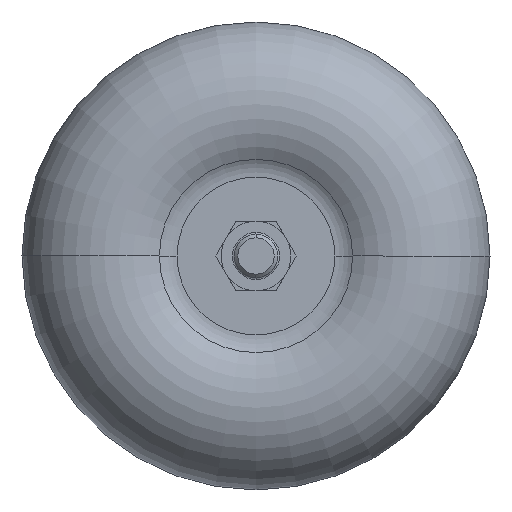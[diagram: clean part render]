
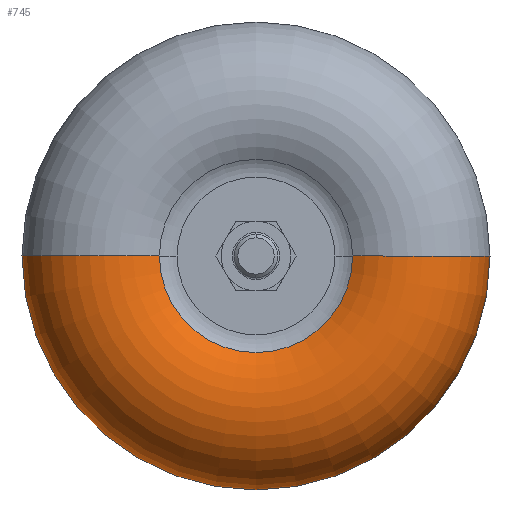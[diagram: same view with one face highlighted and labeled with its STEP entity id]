
A CAD part, front view. The second image highlights one B-rep face of the part: STEP entity #745.
In plain terms, the highlighted toroidal (fillet/blend) face has major radius 33.8 mm and minor radius 20 mm.
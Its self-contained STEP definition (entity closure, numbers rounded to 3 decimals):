
#576=CARTESIAN_POINT('',(0.,3.704,0.));
#577=DIRECTION('',(0.,1.,0.));
#578=DIRECTION('',(1.,0.,0.));
#579=AXIS2_PLACEMENT_3D('',#576,#577,#578);
#596=CARTESIAN_POINT('',(0.,20.,0.));
#597=DIRECTION('',(0.,-1.,0.));
#598=DIRECTION('',(-1.,0.,0.));
#599=AXIS2_PLACEMENT_3D('',#596,#597,#598);
#601=CARTESIAN_POINT('',(-33.8,20.,
0.));
#602=DIRECTION('',(0.,0.,1.));
#603=DIRECTION('',(-1.,0.,0.));
#604=AXIS2_PLACEMENT_3D('',#601,#602,#603);
#611=CARTESIAN_POINT('',(33.8,20.,0.));
#612=DIRECTION('',(0.,0.,1.));
#613=DIRECTION('',(-0.58,-0.815,0.));
#614=AXIS2_PLACEMENT_3D('',#611,#612,#613);
#672=CARTESIAN_POINT('',(22.206,3.704,0.));
#674=VERTEX_POINT('',#672);
#675=CARTESIAN_POINT('',(-22.206,3.704,0.));
#676=VERTEX_POINT('',#675);
#679=CARTESIAN_POINT('',(53.8,20.,0.));
#680=VERTEX_POINT('',#679);
#681=CARTESIAN_POINT('',(-53.8,20.,0.));
#682=VERTEX_POINT('',#681);
#731=CARTESIAN_POINT('',(0.,20.,0.));
#732=DIRECTION('',(0.,-1.,0.));
#733=DIRECTION('',(1.,0.,0.));
#734=AXIS2_PLACEMENT_3D('',#731,#732,#733);
#735=TOROIDAL_SURFACE('',#734,33.8,20.);
#736=ORIENTED_EDGE('',*,*,#715,.T.);
#738=ORIENTED_EDGE('',*,*,#737,.F.);
#740=ORIENTED_EDGE('',*,*,#739,.T.);
#742=ORIENTED_EDGE('',*,*,#741,.F.);
#743=EDGE_LOOP('',(#736,#738,#740,#742));
#744=FACE_OUTER_BOUND('',#743,.F.);
#745=ADVANCED_FACE('',(#744),#735,.F.);
#580=CIRCLE('',#579,22.206);
#600=CIRCLE('',#599,53.8);
#605=CIRCLE('',#604,20.);
#615=CIRCLE('',#614,20.);
#715=EDGE_CURVE('',#674,#676,#580,.T.);
#737=EDGE_CURVE('',#682,#676,#605,.T.);
#739=EDGE_CURVE('',#682,#680,#600,.T.);
#741=EDGE_CURVE('',#674,#680,#615,.T.);
